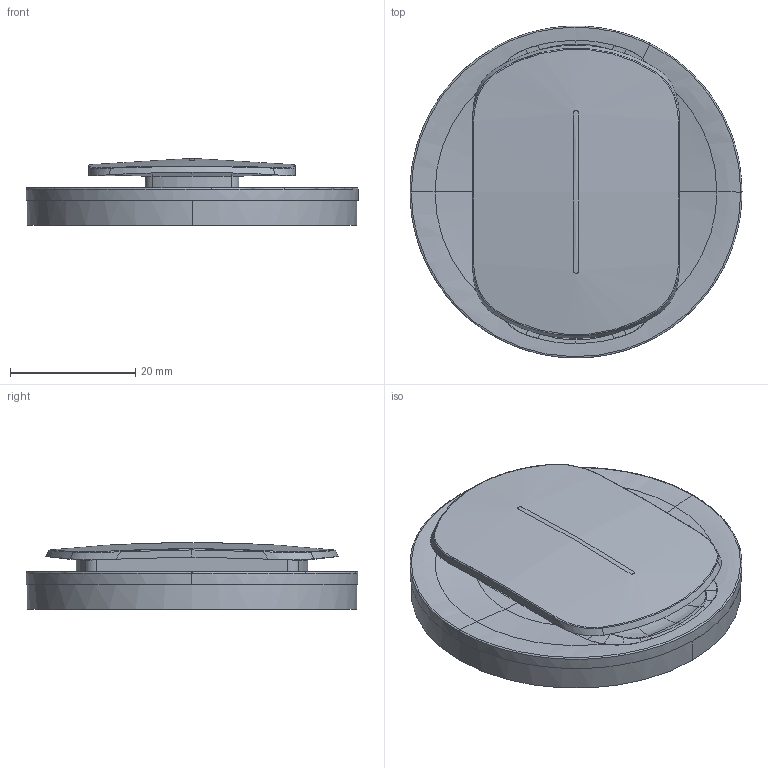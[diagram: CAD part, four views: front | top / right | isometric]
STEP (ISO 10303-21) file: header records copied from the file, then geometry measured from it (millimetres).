
FILE_DESCRIPTION(('CATIA V5 STEP Exchange','CAx-IF Rec.Pracs.--- Model Styling and Organization---1.5--- 2016-08-15','CAx-IF Rec.Pracs.---Supplemental Geometry---1.0---2011-11-01','CAx-IF Rec.Pracs.--- Composite Materials ---1.1---2010-07-15'),'2;1');
FILE_NAME('CB0007s.stp','2023-09-14T07:53:21+00:00',('none'),('none'),'CATIA Version 5-6 Release 2020 SP3','CATIA V5 STEP AP214 v2','none');
FILE_SCHEMA(('AUTOMOTIVE_DESIGN { 1 0 10303 214 1 1 1 1 }'));
Length unit declared in the file: millimetre
Products named in the file (5): T003429_A ; ED09223_A; A026846_A ; EE02131_A; EH00981_A
Assembly tree (4 placements, depth 3):
  T003429_A 
    ED09223_A
    A026846_A 
      EE02131_A
      EH00981_A
Bounding box: 53 x 52.99 x 10.68 mm (x, y, z)
Volume: 6915.6 mm3; surface area: 9930.5 mm2
Topology: 3 solids, 3 shells, 462 faces, 1168 edges, 712 vertices
Faces by surface type: bspline 278, plane 104, cylinder 46, cone 18, revolution 16
Entity records: 33427 total; most frequent: CARTESIAN_POINT 25159, ORIENTED_EDGE 2336, EDGE_CURVE 1168, B_SPLINE_CURVE_WITH_KNOTS 893, VERTEX_POINT 712, DIRECTION 533, EDGE_LOOP 466, ADVANCED_FACE 462
